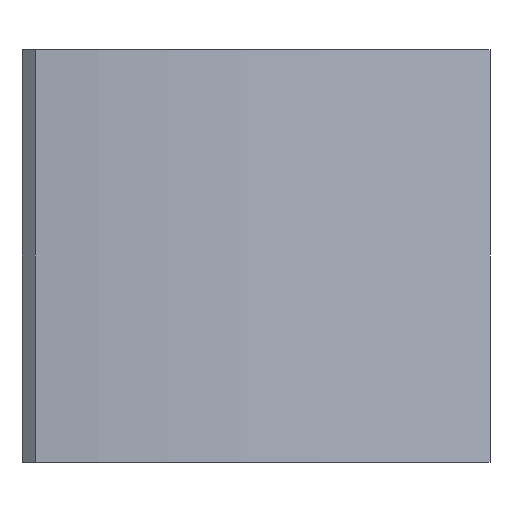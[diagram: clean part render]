
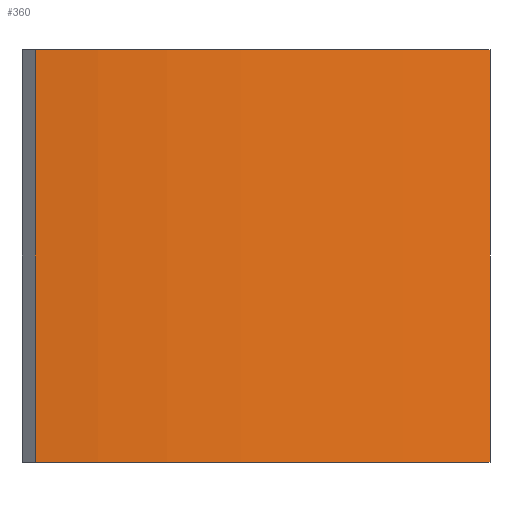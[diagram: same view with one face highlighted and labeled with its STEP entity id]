
A CAD part, left-side view. The second image highlights one B-rep face of the part: STEP entity #360.
In plain terms, the highlighted cylindrical face has radius 2028.75 mm (diameter 4057.5 mm), a partial arc.
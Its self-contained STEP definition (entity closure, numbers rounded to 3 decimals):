
#63 = PLANE('',#64);
#64 = AXIS2_PLACEMENT_3D('',#65,#66,#67);
#65 = CARTESIAN_POINT('',(0.,0.,385.));
#66 = DIRECTION('',(0.,0.,1.));
#67 = DIRECTION('',(0.934,0.358,0.));
#91 = PLANE('',#92);
#92 = AXIS2_PLACEMENT_3D('',#93,#94,#95);
#93 = CARTESIAN_POINT('',(0.,0.,-385.));
#94 = DIRECTION('',(0.358,-0.934,0.));
#95 = DIRECTION('',(0.934,0.358,0.));
#120 = PLANE('',#121);
#121 = AXIS2_PLACEMENT_3D('',#122,#123,#124);
#122 = CARTESIAN_POINT('',(0.,0.,-385.));
#123 = DIRECTION('',(0.,0.,1.));
#124 = DIRECTION('',(0.934,0.358,0.));
#146 = PLANE('',#147);
#147 = AXIS2_PLACEMENT_3D('',#148,#149,#150);
#148 = CARTESIAN_POINT('',(0.,0.,-385.));
#149 = DIRECTION('',(0.777,-0.629,0.));
#150 = DIRECTION('',(0.629,0.777,0.));
#163 = VERTEX_POINT('',#164);
#164 = CARTESIAN_POINT('',(1276.734,1576.635,385.));
#185 = EDGE_CURVE('',#186,#163,#188,.T.);
#186 = VERTEX_POINT('',#187);
#187 = CARTESIAN_POINT('',(1894.001,727.039,385.));
#188 = SURFACE_CURVE('',#189,(#194,#201),.PCURVE_S1.);
#189 = CIRCLE('',#190,2028.75);
#190 = AXIS2_PLACEMENT_3D('',#191,#192,#193);
#191 = CARTESIAN_POINT('',(0.,0.,385.));
#192 = DIRECTION('',(0.,0.,1.));
#193 = DIRECTION('',(1.,0.,0.));
#194 = PCURVE('',#63,#195);
#195 = DEFINITIONAL_REPRESENTATION('',(#196),#200);
#196 = CIRCLE('',#197,2028.75);
#197 = AXIS2_PLACEMENT_2D('',#198,#199);
#198 = CARTESIAN_POINT('',(0.,0.));
#199 = DIRECTION('',(0.934,-0.358));
#200 = ( GEOMETRIC_REPRESENTATION_CONTEXT(2) 
PARAMETRIC_REPRESENTATION_CONTEXT() REPRESENTATION_CONTEXT('2D SPACE',''
  ) );
#201 = PCURVE('',#202,#207);
#202 = CYLINDRICAL_SURFACE('',#203,2028.75);
#203 = AXIS2_PLACEMENT_3D('',#204,#205,#206);
#204 = CARTESIAN_POINT('',(0.,0.,-385.));
#205 = DIRECTION('',(0.,0.,1.));
#206 = DIRECTION('',(1.,0.,0.));
#207 = DEFINITIONAL_REPRESENTATION('',(#208),#212);
#208 = LINE('',#209,#210);
#209 = CARTESIAN_POINT('',(0.,770.));
#210 = VECTOR('',#211,1.);
#211 = DIRECTION('',(1.,0.));
#212 = ( GEOMETRIC_REPRESENTATION_CONTEXT(2) 
PARAMETRIC_REPRESENTATION_CONTEXT() REPRESENTATION_CONTEXT('2D SPACE',''
  ) );
#239 = EDGE_CURVE('',#240,#163,#242,.T.);
#240 = VERTEX_POINT('',#241);
#241 = CARTESIAN_POINT('',(1276.734,1576.635,-385.)
  );
#242 = SURFACE_CURVE('',#243,(#247,#254),.PCURVE_S1.);
#243 = LINE('',#244,#245);
#244 = CARTESIAN_POINT('',(1276.734,1576.635,-385.)
  );
#245 = VECTOR('',#246,1.);
#246 = DIRECTION('',(0.,0.,1.));
#247 = PCURVE('',#146,#248);
#248 = DEFINITIONAL_REPRESENTATION('',(#249),#253);
#249 = LINE('',#250,#251);
#250 = CARTESIAN_POINT('',(2028.75,0.));
#251 = VECTOR('',#252,1.);
#252 = DIRECTION('',(0.,1.));
#253 = ( GEOMETRIC_REPRESENTATION_CONTEXT(2) 
PARAMETRIC_REPRESENTATION_CONTEXT() REPRESENTATION_CONTEXT('2D SPACE',''
  ) );
#254 = PCURVE('',#202,#255);
#255 = DEFINITIONAL_REPRESENTATION('',(#256),#260);
#256 = LINE('',#257,#258);
#257 = CARTESIAN_POINT('',(0.89,0.));
#258 = VECTOR('',#259,1.);
#259 = DIRECTION('',(0.,1.));
#260 = ( GEOMETRIC_REPRESENTATION_CONTEXT(2) 
PARAMETRIC_REPRESENTATION_CONTEXT() REPRESENTATION_CONTEXT('2D SPACE',''
  ) );
#289 = EDGE_CURVE('',#290,#240,#292,.T.);
#290 = VERTEX_POINT('',#291);
#291 = CARTESIAN_POINT('',(1894.001,727.039,-385.));
#292 = SURFACE_CURVE('',#293,(#298,#305),.PCURVE_S1.);
#293 = CIRCLE('',#294,2028.75);
#294 = AXIS2_PLACEMENT_3D('',#295,#296,#297);
#295 = CARTESIAN_POINT('',(0.,0.,-385.));
#296 = DIRECTION('',(0.,0.,1.));
#297 = DIRECTION('',(1.,0.,0.));
#298 = PCURVE('',#120,#299);
#299 = DEFINITIONAL_REPRESENTATION('',(#300),#304);
#300 = CIRCLE('',#301,2028.75);
#301 = AXIS2_PLACEMENT_2D('',#302,#303);
#302 = CARTESIAN_POINT('',(0.,0.));
#303 = DIRECTION('',(0.934,-0.358));
#304 = ( GEOMETRIC_REPRESENTATION_CONTEXT(2) 
PARAMETRIC_REPRESENTATION_CONTEXT() REPRESENTATION_CONTEXT('2D SPACE',''
  ) );
#305 = PCURVE('',#202,#306);
#306 = DEFINITIONAL_REPRESENTATION('',(#307),#311);
#307 = LINE('',#308,#309);
#308 = CARTESIAN_POINT('',(0.,0.));
#309 = VECTOR('',#310,1.);
#310 = DIRECTION('',(1.,0.));
#311 = ( GEOMETRIC_REPRESENTATION_CONTEXT(2) 
PARAMETRIC_REPRESENTATION_CONTEXT() REPRESENTATION_CONTEXT('2D SPACE',''
  ) );
#337 = EDGE_CURVE('',#290,#186,#338,.T.);
#338 = SURFACE_CURVE('',#339,(#343,#350),.PCURVE_S1.);
#339 = LINE('',#340,#341);
#340 = CARTESIAN_POINT('',(1894.001,727.039,-385.));
#341 = VECTOR('',#342,1.);
#342 = DIRECTION('',(0.,0.,1.));
#343 = PCURVE('',#91,#344);
#344 = DEFINITIONAL_REPRESENTATION('',(#345),#349);
#345 = LINE('',#346,#347);
#346 = CARTESIAN_POINT('',(2028.75,0.));
#347 = VECTOR('',#348,1.);
#348 = DIRECTION('',(0.,1.));
#349 = ( GEOMETRIC_REPRESENTATION_CONTEXT(2) 
PARAMETRIC_REPRESENTATION_CONTEXT() REPRESENTATION_CONTEXT('2D SPACE',''
  ) );
#350 = PCURVE('',#202,#351);
#351 = DEFINITIONAL_REPRESENTATION('',(#352),#356);
#352 = LINE('',#353,#354);
#353 = CARTESIAN_POINT('',(0.367,0.));
#354 = VECTOR('',#355,1.);
#355 = DIRECTION('',(0.,1.));
#356 = ( GEOMETRIC_REPRESENTATION_CONTEXT(2) 
PARAMETRIC_REPRESENTATION_CONTEXT() REPRESENTATION_CONTEXT('2D SPACE',''
  ) );
#360 = ADVANCED_FACE('',(#361),#202,.F.);
#361 = FACE_BOUND('',#362,.F.);
#362 = EDGE_LOOP('',(#363,#364,#365,#366));
#363 = ORIENTED_EDGE('',*,*,#185,.F.);
#364 = ORIENTED_EDGE('',*,*,#337,.F.);
#365 = ORIENTED_EDGE('',*,*,#289,.T.);
#366 = ORIENTED_EDGE('',*,*,#239,.T.);
